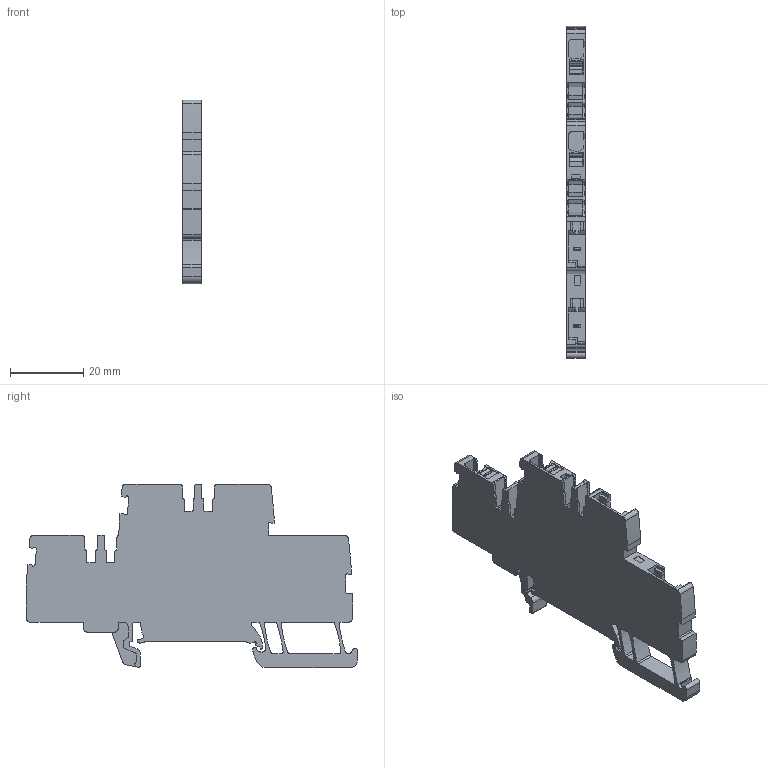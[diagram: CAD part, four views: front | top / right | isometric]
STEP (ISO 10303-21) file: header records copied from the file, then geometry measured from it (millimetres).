
FILE_DESCRIPTION(('CATIA V5R24 STEP','CAx-IF Rec.Pracs.--- Model Styling and Organization---1.2---2011-12-15'),'2;1');
FILE_NAME ('8635113_2', '2017-07-04T08:54:24+00:00', ('Weidmueller Interface'), ('Weidmueller'), 'CATIA Version 5-6 Release 2014 SP4 HF52', 'CATIA V5 STEP AP214', 'none');
FILE_SCHEMA(('AUTOMOTIVE_DESIGN { 1 0 10303 214 1 1 1 1 }'));
Length unit declared in the file: millimetre
Products named in the file (1): 1548150000
Bounding box: 5.1 x 90.68 x 50.15 mm (x, y, z)
Volume: 12832.3 mm3; surface area: 9970.4 mm2
Topology: 8 solids, 8 shells, 652 faces, 1911 edges, 1281 vertices
Faces by surface type: plane 376, cylinder 272, extrusion 4
Entity records: 22001 total; most frequent: CARTESIAN_POINT 4557, ORIENTED_EDGE 3822, DIRECTION 2914, EDGE_CURVE 1911, VECTOR 1325, LINE 1321, VERTEX_POINT 1281, AXIS2_PLACEMENT_3D 1049
